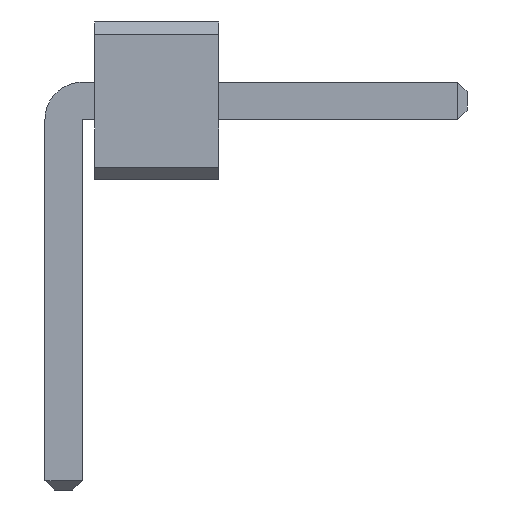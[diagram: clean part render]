
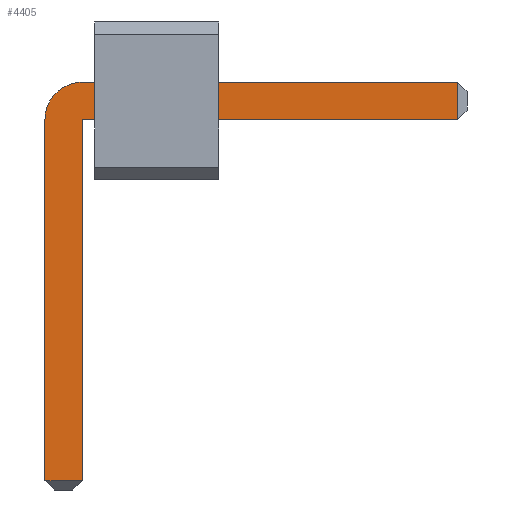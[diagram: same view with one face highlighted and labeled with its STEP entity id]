
A CAD part, front view. The second image highlights one B-rep face of the part: STEP entity #4405.
In plain terms, the highlighted planar face has unit normal (0, -1, 0).
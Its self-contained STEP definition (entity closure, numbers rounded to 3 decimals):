
#13=DIRECTION('',(0.,0.,1.));
#1993=VECTOR('',#13,1.);
#4176=DIRECTION('',(0.,0.,-1.));
#4208=VECTOR('',#4209,1.);
#4209=DIRECTION('',(1.,0.,0.));
#4215=VECTOR('',#4176,1.);
#4222=VECTOR('',#4223,1.);
#4223=DIRECTION('',(-1.,0.,0.));
#4244=DIRECTION('',(-0.,1.,0.));
#4248=DIRECTION('',(0.,1.,0.));
#4249=DIRECTION('',(0.,0.,1.));
#4256=VERTEX_POINT('',#4257);
#4257=CARTESIAN_POINT('',(0.15,-33.15,0.785));
#4259=ORIENTED_EDGE('',*,*,#4260,.T.);
#4260=EDGE_CURVE('',#4256,#4261,#4263,.T.);
#4261=VERTEX_POINT('',#4262);
#4262=CARTESIAN_POINT('',(3.175,-33.15,0.785));
#4263=LINE('',#4264,#4208);
#4264=CARTESIAN_POINT('',(-0.15,-33.15,0.785));
#4301=EDGE_CURVE('',#4302,#4256,#4304,.T.);
#4302=VERTEX_POINT('',#4303);
#4303=CARTESIAN_POINT('',(-0.15,-33.15,0.485));
#4304=CIRCLE('',#4305,0.3);
#4305=AXIS2_PLACEMENT_3D('',#4306,#4244,#4176);
#4306=CARTESIAN_POINT('',(0.15,-33.15,0.485));
#4318=VERTEX_POINT('',#4319);
#4319=CARTESIAN_POINT('',(3.175,-33.15,0.485));
#4321=ORIENTED_EDGE('',*,*,#4322,.T.);
#4322=EDGE_CURVE('',#4318,#4323,#4324,.T.);
#4323=VERTEX_POINT('',#4306);
#4324=LINE('',#4325,#4222);
#4325=CARTESIAN_POINT('',(3.25,-33.15,0.485));
#4337=VERTEX_POINT('',#4338);
#4338=CARTESIAN_POINT('',(-0.15,-33.15,-2.425));
#4340=ORIENTED_EDGE('',*,*,#4341,.T.);
#4341=EDGE_CURVE('',#4337,#4302,#4342,.T.);
#4342=LINE('',#4343,#1993);
#4343=CARTESIAN_POINT('',(-0.15,-33.15,-2.5));
#4351=ORIENTED_EDGE('',*,*,#4352,.T.);
#4352=EDGE_CURVE('',#4323,#4353,#4355,.T.);
#4353=VERTEX_POINT('',#4354);
#4354=CARTESIAN_POINT('',(0.15,-33.15,-2.425));
#4355=LINE('',#4306,#4215);
#4405=ADVANCED_FACE('',(#4406),#4415,.F.);
#4406=FACE_BOUND('',#4407,.F.);
#4407=EDGE_LOOP('',(#4259,#4408,#4321,#4351,#4411,#4340,#4414));
#4408=ORIENTED_EDGE('',*,*,#4409,.T.);
#4409=EDGE_CURVE('',#4261,#4318,#4410,.T.);
#4410=LINE('',#4262,#4215);
#4411=ORIENTED_EDGE('',*,*,#4412,.T.);
#4412=EDGE_CURVE('',#4353,#4337,#4413,.T.);
#4413=LINE('',#4354,#4222);
#4414=ORIENTED_EDGE('',*,*,#4301,.T.);
#4415=PLANE('',#4416);
#4416=AXIS2_PLACEMENT_3D('',#4417,#4248,#4249);
#4417=CARTESIAN_POINT('',(0.858,-33.15,-0.165));
